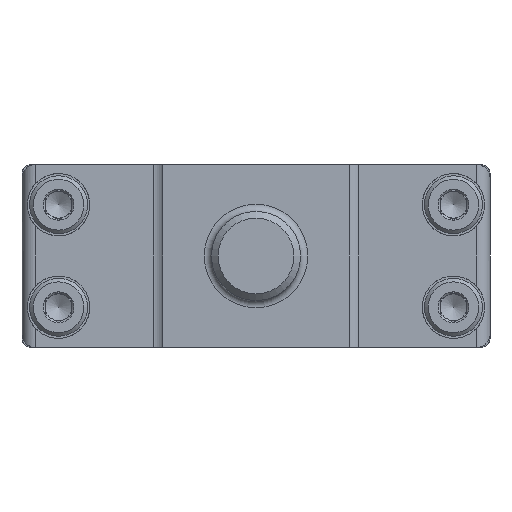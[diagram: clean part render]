
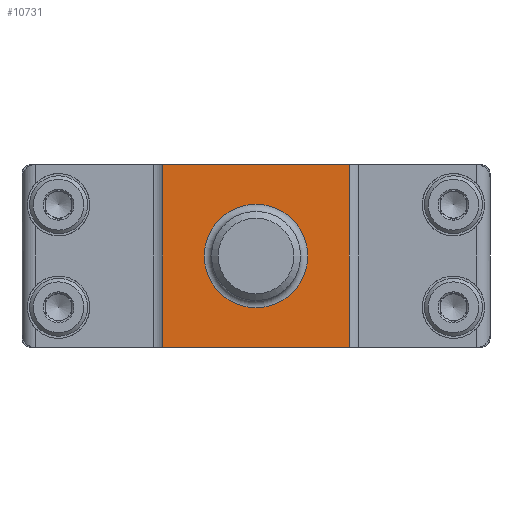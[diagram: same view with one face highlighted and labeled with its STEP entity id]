
A CAD part, left-side view. The second image highlights one B-rep face of the part: STEP entity #10731.
In plain terms, the highlighted planar face has unit normal (-1, 0, 0).
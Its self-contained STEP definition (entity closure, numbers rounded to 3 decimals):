
#339=CIRCLE('',#11524,11.6);
#940=ORIENTED_EDGE('',*,*,#4142,.T.);
#941=ORIENTED_EDGE('',*,*,#4143,.F.);
#942=ORIENTED_EDGE('',*,*,#4133,.F.);
#943=ORIENTED_EDGE('',*,*,#4144,.F.);
#944=ORIENTED_EDGE('',*,*,#4108,.F.);
#4108=EDGE_CURVE('',#5709,#5710,#6625,.T.);
#4133=EDGE_CURVE('',#5730,#5731,#6638,.T.);
#4142=EDGE_CURVE('',#5737,#5737,#339,.T.);
#4143=EDGE_CURVE('',#5731,#5709,#6645,.F.);
#4144=EDGE_CURVE('',#5710,#5730,#6646,.T.);
#5709=VERTEX_POINT('',#16343);
#5710=VERTEX_POINT('',#16345);
#5730=VERTEX_POINT('',#16390);
#5731=VERTEX_POINT('',#16392);
#5737=VERTEX_POINT('',#16409);
#6625=LINE('',#16344,#7738);
#6638=LINE('',#16391,#7751);
#6645=LINE('',#16410,#7758);
#6646=LINE('',#16411,#7759);
#7738=VECTOR('',#12906,1000.);
#7751=VECTOR('',#12945,1000.);
#7758=VECTOR('',#12962,1000.);
#7759=VECTOR('',#12963,1000.);
#8838=EDGE_LOOP('',(#940));
#8839=EDGE_LOOP('',(#941,#942,#943,#944));
#9529=FACE_BOUND('',#8838,.T.);
#9530=FACE_BOUND('',#8839,.T.);
#10221=PLANE('',#11523);
#10731=ADVANCED_FACE('',(#9529,#9530),#10221,.F.);
#11523=AXIS2_PLACEMENT_3D('',#16407,#12958,#12959);
#11524=AXIS2_PLACEMENT_3D('',#16408,#12960,#12961);
#12906=DIRECTION('',(0.,-1.,0.));
#12945=DIRECTION('',(0.,1.,0.));
#12958=DIRECTION('',(1.,0.,0.));
#12959=DIRECTION('',(0.,0.,-1.));
#12960=DIRECTION('',(1.,0.,0.));
#12961=DIRECTION('',(0.,0.,-1.));
#12962=DIRECTION('',(0.,0.,-1.));
#12963=DIRECTION('',(0.,0.,-1.));
#16343=CARTESIAN_POINT('',(-17.55,20.96,20.5));
#16344=CARTESIAN_POINT('',(-17.55,49.5,20.5));
#16345=CARTESIAN_POINT('',(-17.55,-20.96,20.5));
#16390=CARTESIAN_POINT('',(-17.55,-20.96,-20.5));
#16391=CARTESIAN_POINT('',(-17.55,-49.5,-20.5));
#16392=CARTESIAN_POINT('',(-17.55,20.96,-20.5));
#16407=CARTESIAN_POINT('',(-17.55,-49.5,17.5));
#16408=CARTESIAN_POINT('',(-17.55,0.,0.));
#16409=CARTESIAN_POINT('',(-17.55,0.,-11.6));
#16410=CARTESIAN_POINT('',(-17.55,20.96,30.));
#16411=CARTESIAN_POINT('',(-17.55,-20.96,30.));
